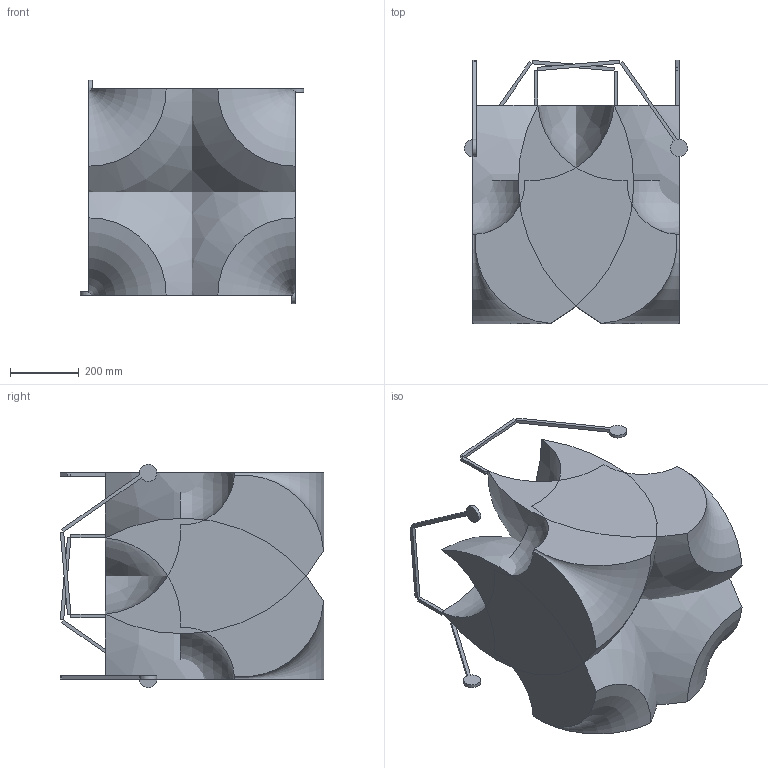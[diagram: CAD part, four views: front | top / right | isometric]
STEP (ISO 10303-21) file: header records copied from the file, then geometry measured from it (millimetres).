
FILE_DESCRIPTION((''),'2;1');
FILE_NAME('working area.stp','2014-08-31T22:00:04',('Masta'),(''),'Autodesk Inventor 2013','Autodesk Inventor 2013','');
FILE_SCHEMA(('AUTOMOTIVE_DESIGN { 1 0 10303 214 1 1 1 1 }'));
Length unit declared in the file: millimetre
Products named in the file (1): working area
Bounding box: 649.95 x 766.87 x 649.95 mm (x, y, z)
Volume: 253209405.1 mm3; surface area: 4307257.4 mm2
Topology: 8 solids, 8 shells, 96 faces, 192 edges, 112 vertices
Faces by surface type: plane 76, sphere 8, bspline 4, torus 4, cylinder 4
Entity records: 2655 total; most frequent: CARTESIAN_POINT 577, DIRECTION 434, ORIENTED_EDGE 384, EDGE_CURVE 192, AXIS2_PLACEMENT_3D 149, VECTOR 136, LINE 136, VERTEX_POINT 112
